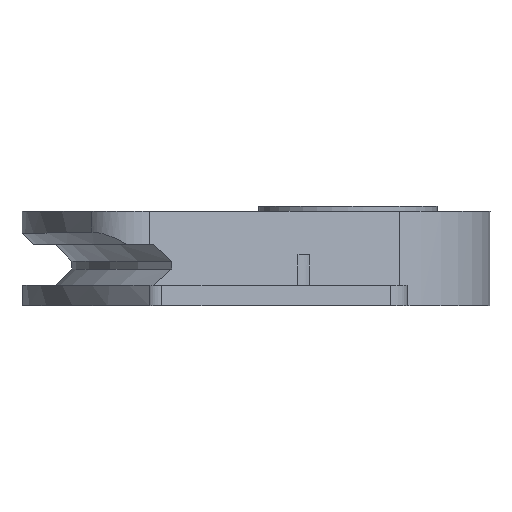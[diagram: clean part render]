
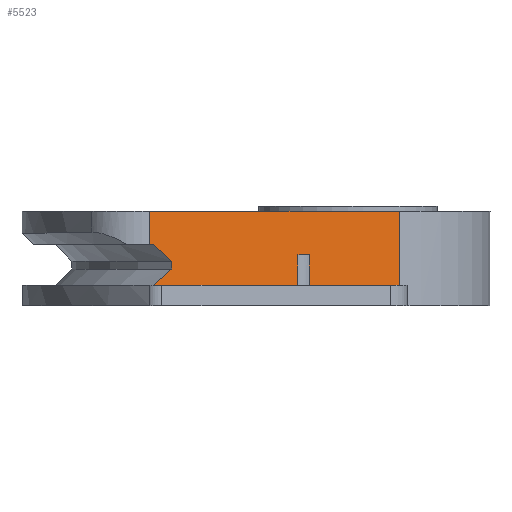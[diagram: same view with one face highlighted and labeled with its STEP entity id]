
A CAD part, front view. The second image highlights one B-rep face of the part: STEP entity #5523.
In plain terms, the highlighted planar face has unit normal (0.342, -0.94, 0).
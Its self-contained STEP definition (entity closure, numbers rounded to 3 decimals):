
#12=(
BOUNDED_CURVE()
B_SPLINE_CURVE(2,(#10035,#10036,#10037),.UNSPECIFIED.,.F.,.F.)
B_SPLINE_CURVE_WITH_KNOTS((3,3),(0.,0.048),.UNSPECIFIED.)
CURVE()
GEOMETRIC_REPRESENTATION_ITEM()
RATIONAL_B_SPLINE_CURVE((1.,1.091,1.))
REPRESENTATION_ITEM('')
);
#85=B_SPLINE_CURVE_WITH_KNOTS('',3,(#9988,#9989,#9990,#9991,#9992,#9993,
#9994,#9995,#9996,#9997,#9998,#9999),.UNSPECIFIED.,.F.,.F.,(4,2,2,2,2,4),
(0.09,0.093,0.097,0.109,
0.124,0.138),.UNSPECIFIED.);
#86=B_SPLINE_CURVE_WITH_KNOTS('',3,(#10002,#10003,#10004,#10005,#10006,
#10007,#10008,#10009,#10010,#10011,#10012,#10013),.UNSPECIFIED.,.F.,.F.,
(4,2,2,2,2,4),(0.041,0.055,0.07,
0.082,0.086,0.09),.UNSPECIFIED.);
#87=B_SPLINE_CURVE_WITH_KNOTS('',3,(#10044,#10045,#10046,#10047,#10048,
#10049),.UNSPECIFIED.,.F.,.F.,(4,2,4),(0.,0.05,0.1),
 .UNSPECIFIED.);
#88=B_SPLINE_CURVE_WITH_KNOTS('',3,(#10052,#10053,#10054,#10055,#10056,
#10057),.UNSPECIFIED.,.F.,.F.,(4,2,4),(0.,0.049,
0.098),.UNSPECIFIED.);
#749=FACE_OUTER_BOUND('',#1043,.T.);
#1043=EDGE_LOOP('',(#4993,#4994,#4995,#4996,#4997,#4998,#4999,#5000,#5001,
#5002,#5003,#5004,#5005,#5006));
#1549=LINE('',#9580,#2077);
#1551=LINE('',#9586,#2079);
#1570=LINE('',#9968,#2098);
#1571=LINE('',#9972,#2099);
#1579=LINE('',#10040,#2107);
#1580=LINE('',#10042,#2108);
#1581=LINE('',#10051,#2109);
#1582=LINE('',#10058,#2110);
#1583=LINE('',#10059,#2111);
#2077=VECTOR('',#7403,10.);
#2079=VECTOR('',#7409,10.);
#2098=VECTOR('',#7484,10.);
#2099=VECTOR('',#7487,10.);
#2107=VECTOR('',#7535,10.);
#2108=VECTOR('',#7536,10.);
#2109=VECTOR('',#7537,10.);
#2110=VECTOR('',#7538,10.);
#2111=VECTOR('',#7539,10.);
#2585=VERTEX_POINT('',#9577);
#2586=VERTEX_POINT('',#9579);
#2588=VERTEX_POINT('',#9585);
#2620=VERTEX_POINT('',#9945);
#2628=VERTEX_POINT('',#9965);
#2629=VERTEX_POINT('',#9967);
#2630=VERTEX_POINT('',#9969);
#2631=VERTEX_POINT('',#9971);
#2637=VERTEX_POINT('',#9987);
#2638=VERTEX_POINT('',#10000);
#2644=VERTEX_POINT('',#10039);
#2645=VERTEX_POINT('',#10041);
#2646=VERTEX_POINT('',#10043);
#2647=VERTEX_POINT('',#10050);
#3360=EDGE_CURVE('',#2585,#2586,#1549,.T.);
#3363=EDGE_CURVE('',#2588,#2586,#1551,.T.);
#3416=EDGE_CURVE('',#2628,#2629,#1570,.T.);
#3418=EDGE_CURVE('',#2630,#2631,#1571,.T.);
#3426=EDGE_CURVE('',#2637,#2631,#85,.F.);
#3428=EDGE_CURVE('',#2628,#2638,#86,.F.);
#3439=EDGE_CURVE('',#2629,#2630,#12,.T.);
#3440=EDGE_CURVE('',#2585,#2644,#1579,.T.);
#3441=EDGE_CURVE('',#2645,#2644,#1580,.T.);
#3442=EDGE_CURVE('',#2646,#2645,#87,.T.);
#3443=EDGE_CURVE('',#2647,#2646,#1581,.T.);
#3444=EDGE_CURVE('',#2620,#2647,#88,.T.);
#3445=EDGE_CURVE('',#2637,#2620,#1582,.T.);
#3446=EDGE_CURVE('',#2588,#2638,#1583,.T.);
#4993=ORIENTED_EDGE('',*,*,#3360,.F.);
#4994=ORIENTED_EDGE('',*,*,#3440,.T.);
#4995=ORIENTED_EDGE('',*,*,#3441,.F.);
#4996=ORIENTED_EDGE('',*,*,#3442,.F.);
#4997=ORIENTED_EDGE('',*,*,#3443,.F.);
#4998=ORIENTED_EDGE('',*,*,#3444,.F.);
#4999=ORIENTED_EDGE('',*,*,#3445,.F.);
#5000=ORIENTED_EDGE('',*,*,#3426,.T.);
#5001=ORIENTED_EDGE('',*,*,#3418,.F.);
#5002=ORIENTED_EDGE('',*,*,#3439,.F.);
#5003=ORIENTED_EDGE('',*,*,#3416,.F.);
#5004=ORIENTED_EDGE('',*,*,#3428,.T.);
#5005=ORIENTED_EDGE('',*,*,#3446,.F.);
#5006=ORIENTED_EDGE('',*,*,#3363,.T.);
#5257=PLANE('',#6043);
#5523=ADVANCED_FACE('',(#749),#5257,.F.);
#6043=AXIS2_PLACEMENT_3D('',#10038,#7533,#7534);
#7403=DIRECTION('',(0.94,0.342,0.));
#7409=DIRECTION('',(0.,0.,1.));
#7484=DIRECTION('',(0.,0.,1.));
#7487=DIRECTION('',(0.,0.,-1.));
#7533=DIRECTION('center_axis',(-0.342,0.94,0.));
#7534=DIRECTION('ref_axis',(-0.94,-0.342,0.));
#7535=DIRECTION('',(0.,0.,-1.));
#7536=DIRECTION('',(-0.94,-0.342,0.));
#7537=DIRECTION('',(0.,0.,1.));
#7538=DIRECTION('',(-0.94,-0.342,0.));
#7539=DIRECTION('',(-0.94,-0.342,0.));
#9577=CARTESIAN_POINT('',(-4.144,-40.617,3.7));
#9579=CARTESIAN_POINT('',(5.625,-37.061,3.7));
#9580=CARTESIAN_POINT('',(3.965,-37.665,3.7));
#9585=CARTESIAN_POINT('',(5.625,-37.061,0.802));
#9586=CARTESIAN_POINT('',(5.625,-37.061,0.));
#9945=CARTESIAN_POINT('',(-3.985,-40.559,0.802));
#9965=CARTESIAN_POINT('',(2.103,-38.343,0.552));
#9967=CARTESIAN_POINT('',(2.103,-38.343,2.));
#9968=CARTESIAN_POINT('',(2.103,-38.343,1.));
#9969=CARTESIAN_POINT('',(1.652,-38.507,2.));
#9971=CARTESIAN_POINT('',(1.652,-38.507,0.552));
#9972=CARTESIAN_POINT('',(1.652,-38.507,1.));
#9987=CARTESIAN_POINT('',(1.269,-38.647,0.802));
#9988=CARTESIAN_POINT('Ctrl Pts',(1.652,-38.507,0.552));
#9989=CARTESIAN_POINT('Ctrl Pts',(1.652,-38.507,0.563));
#9990=CARTESIAN_POINT('Ctrl Pts',(1.65,-38.508,0.576));
#9991=CARTESIAN_POINT('Ctrl Pts',(1.643,-38.511,0.599));
#9992=CARTESIAN_POINT('Ctrl Pts',(1.635,-38.513,0.614));
#9993=CARTESIAN_POINT('Ctrl Pts',(1.606,-38.524,0.658));
#9994=CARTESIAN_POINT('Ctrl Pts',(1.571,-38.537,0.689));
#9995=CARTESIAN_POINT('Ctrl Pts',(1.5,-38.562,0.739));
#9996=CARTESIAN_POINT('Ctrl Pts',(1.45,-38.581,0.764));
#9997=CARTESIAN_POINT('Ctrl Pts',(1.363,-38.612,0.793));
#9998=CARTESIAN_POINT('Ctrl Pts',(1.312,-38.631,0.802));
#9999=CARTESIAN_POINT('Ctrl Pts',(1.269,-38.647,0.802));
#10000=CARTESIAN_POINT('',(2.487,-38.203,0.802));
#10002=CARTESIAN_POINT('Ctrl Pts',(2.487,-38.203,0.802));
#10003=CARTESIAN_POINT('Ctrl Pts',(2.443,-38.219,0.802));
#10004=CARTESIAN_POINT('Ctrl Pts',(2.392,-38.238,0.793));
#10005=CARTESIAN_POINT('Ctrl Pts',(2.306,-38.269,0.764));
#10006=CARTESIAN_POINT('Ctrl Pts',(2.255,-38.288,0.739));
#10007=CARTESIAN_POINT('Ctrl Pts',(2.184,-38.313,0.689));
#10008=CARTESIAN_POINT('Ctrl Pts',(2.149,-38.326,0.658));
#10009=CARTESIAN_POINT('Ctrl Pts',(2.12,-38.337,0.614));
#10010=CARTESIAN_POINT('Ctrl Pts',(2.113,-38.339,0.599));
#10011=CARTESIAN_POINT('Ctrl Pts',(2.105,-38.342,0.576));
#10012=CARTESIAN_POINT('Ctrl Pts',(2.103,-38.343,0.563));
#10013=CARTESIAN_POINT('Ctrl Pts',(2.103,-38.343,0.552));
#10035=CARTESIAN_POINT('Ctrl Pts',(2.103,-38.343,2.));
#10036=CARTESIAN_POINT('Ctrl Pts',(1.878,-38.425,2.058));
#10037=CARTESIAN_POINT('Ctrl Pts',(1.652,-38.507,2.));
#10038=CARTESIAN_POINT('Origin',(5.625,-37.061,0.));
#10039=CARTESIAN_POINT('',(-4.144,-40.617,2.401));
#10040=CARTESIAN_POINT('',(-4.144,-40.617,0.));
#10041=CARTESIAN_POINT('',(-3.989,-40.56,2.401));
#10042=CARTESIAN_POINT('',(0.37,-38.974,2.401));
#10043=CARTESIAN_POINT('',(-3.279,-40.302,1.749));
#10044=CARTESIAN_POINT('Ctrl Pts',(-3.279,-40.302,1.749));
#10045=CARTESIAN_POINT('Ctrl Pts',(-3.398,-40.345,
1.858));
#10046=CARTESIAN_POINT('Ctrl Pts',(-3.516,-40.388,
1.966));
#10047=CARTESIAN_POINT('Ctrl Pts',(-3.753,-40.474,
2.183));
#10048=CARTESIAN_POINT('Ctrl Pts',(-3.871,-40.517,
2.292));
#10049=CARTESIAN_POINT('Ctrl Pts',(-3.989,-40.56,
2.401));
#10050=CARTESIAN_POINT('',(-3.279,-40.302,1.439));
#10051=CARTESIAN_POINT('',(-3.279,-40.302,1.594));
#10052=CARTESIAN_POINT('Ctrl Pts',(-3.985,-40.559,
0.802));
#10053=CARTESIAN_POINT('Ctrl Pts',(-3.867,-40.516,
0.908));
#10054=CARTESIAN_POINT('Ctrl Pts',(-3.75,-40.473,
1.014));
#10055=CARTESIAN_POINT('Ctrl Pts',(-3.515,-40.388,1.227));
#10056=CARTESIAN_POINT('Ctrl Pts',(-3.397,-40.345,
1.333));
#10057=CARTESIAN_POINT('Ctrl Pts',(-3.279,-40.302,1.439));
#10058=CARTESIAN_POINT('',(5.314,-37.174,0.802));
#10059=CARTESIAN_POINT('',(5.314,-37.174,0.802));
